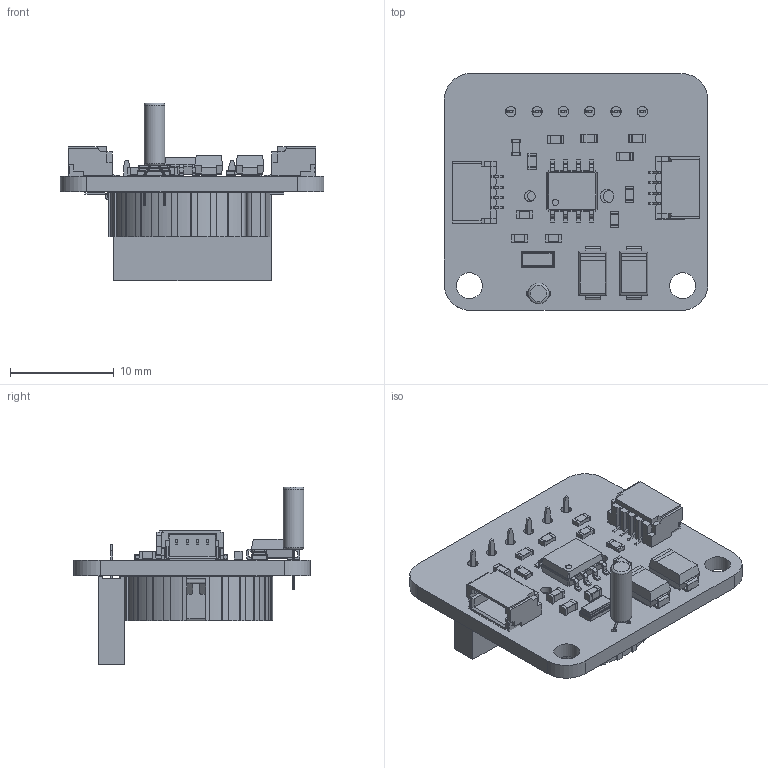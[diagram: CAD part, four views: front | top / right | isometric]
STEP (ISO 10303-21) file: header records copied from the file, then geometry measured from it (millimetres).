
FILE_DESCRIPTION(('KiCad electronic assembly'),'2;1');
FILE_NAME('PCB-CUPID-RTC.step','2025-07-14T13:00:10',('Pcbnew'),('Kicad' ),'Open CASCADE STEP processor 7.8','KiCad to STEP converter', 'Unknown');
FILE_SCHEMA(('AUTOMOTIVE_DESIGN { 1 0 10303 214 1 1 1 1 }'));
Length unit declared in the file: millimetre
Products named in the file (12): PCB-CUPID-RTC 1; C_0603_1608Metric; PRT-14417--3DModel-STEP-1; R_0603_1608Metric; SS34-DO-214AC; SOIC-8_3.9x4.9mm_P1.27mm; Crystal_Round_D2.0mm_Vertical; Crystal_SMD_3215-2Pin_3.2x1.5mm; PinSocket_1x06_P2.54mm_Vertical; S8411-45R--3DModel-STEP-56544; PCB-CUPID-RTC-V1_copper; PCB-CUPID-RTC-V1_PCB
Assembly tree (22 placements, depth 2):
  PCB-CUPID-RTC 1
    C_0603_1608Metric  x4
    PRT-14417--3DModel-STEP-1  x2
    R_0603_1608Metric  x7
    SS34-DO-214AC  x2
    SOIC-8_3.9x4.9mm_P1.27mm
    Crystal_Round_D2.0mm_Vertical
    Crystal_SMD_3215-2Pin_3.2x1.5mm
    PinSocket_1x06_P2.54mm_Vertical
    S8411-45R--3DModel-STEP-56544
    PCB-CUPID-RTC-V1_copper
    PCB-CUPID-RTC-V1_PCB
Bounding box: 25.44 x 22.86 x 17.14 mm (x, y, z)
Volume: 1586.6 mm3; surface area: 3621.8 mm2
Topology: 35 solids, 35 shells, 1719 faces, 4598 edges, 2960 vertices
Faces by surface type: plane 1224, cylinder 420, torus 36, bspline 35, revolution 2, cone 2
Full cylindrical faces by diameter (mm): 0.5 x2, 0.6 x1, 1 x6, 1.05 x1, 1.3 x1, 2 x1, 2.5 x2
Entity records: 43078 total; most frequent: CARTESIAN_POINT 6866, ORIENTED_EDGE 6404, DIRECTION 6176, EDGE_CURVE 3202, LINE 2526, VECTOR 2526, VERTEX_POINT 2046, AXIS2_PLACEMENT_3D 1824
